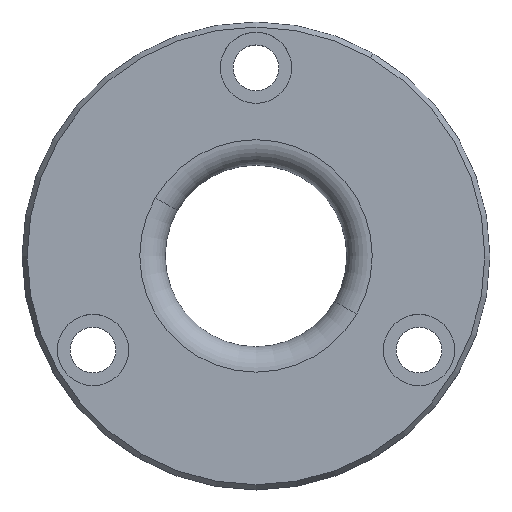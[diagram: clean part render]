
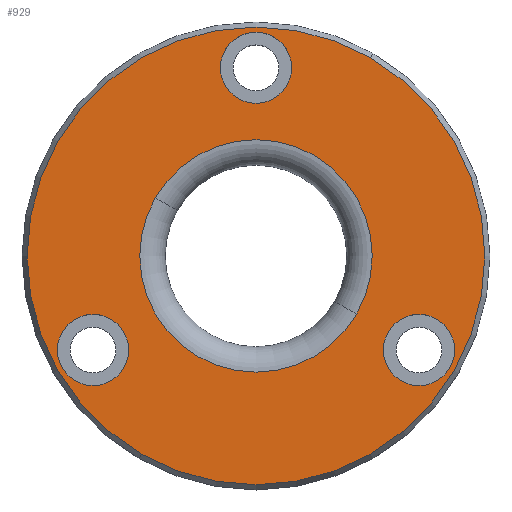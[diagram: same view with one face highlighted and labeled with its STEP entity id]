
A CAD part, top view. The second image highlights one B-rep face of the part: STEP entity #929.
In plain terms, the highlighted planar face has unit normal (0, 0, 1).
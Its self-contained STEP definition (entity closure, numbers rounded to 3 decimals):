
#83=CARTESIAN_POINT('',(-22.5,-38.971,0.0));
#84=VERTEX_POINT('',#83);
#100=CARTESIAN_POINT('',(22.5,38.971,0.));
#101=VERTEX_POINT('',#100);
#108=CARTESIAN_POINT('',(0.,0.,0.));
#109=DIRECTION('',(0.,0.,1.0));
#110=DIRECTION('',(-0.5,-0.866,0.));
#111=AXIS2_PLACEMENT_3D('',#108,#109,#110);
#112=CIRCLE('',#111,45.);
#113=EDGE_CURVE('',#84,#101,#112,.T.);
#270=CARTESIAN_POINT('',(19.789,-11.425,0.));
#271=VERTEX_POINT('',#270);
#281=CARTESIAN_POINT('',(-19.789,11.425,0.));
#282=VERTEX_POINT('',#281);
#283=CARTESIAN_POINT('',(0.,0.,0.));
#284=DIRECTION('',(0.,0.,1.0));
#285=DIRECTION('',(-0.5,-0.866,0.));
#286=AXIS2_PLACEMENT_3D('',#283,#284,#285);
#287=CIRCLE('',#286,22.85);
#288=EDGE_CURVE('',#271,#282,#287,.T.);
#441=CARTESIAN_POINT('',(35.543,-12.438,0.));
#442=VERTEX_POINT('',#441);
#458=CARTESIAN_POINT('',(28.543,-24.562,0.));
#459=VERTEX_POINT('',#458);
#466=CARTESIAN_POINT('',(32.043,-18.5,0.0));
#467=DIRECTION('',(0.0,0.0,-1.0));
#468=DIRECTION('',(0.5,0.866,0.0));
#469=AXIS2_PLACEMENT_3D('',#466,#467,#468);
#470=CIRCLE('',#469,7.0);
#471=EDGE_CURVE('',#442,#459,#470,.T.);
#483=CARTESIAN_POINT('',(-28.543,-12.438,0.));
#484=VERTEX_POINT('',#483);
#500=CARTESIAN_POINT('',(-35.543,-24.562,0.));
#501=VERTEX_POINT('',#500);
#508=CARTESIAN_POINT('',(-32.043,-18.5,0.0));
#509=DIRECTION('',(0.0,0.0,-1.0));
#510=DIRECTION('',(0.5,0.866,0.0));
#511=AXIS2_PLACEMENT_3D('',#508,#509,#510);
#512=CIRCLE('',#511,7.0);
#513=EDGE_CURVE('',#484,#501,#512,.T.);
#525=CARTESIAN_POINT('',(3.5,43.062,0.));
#526=VERTEX_POINT('',#525);
#542=CARTESIAN_POINT('',(-3.5,30.938,0.));
#543=VERTEX_POINT('',#542);
#550=CARTESIAN_POINT('',(0.,37.,0.0));
#551=DIRECTION('',(0.0,0.0,-1.0));
#552=DIRECTION('',(0.5,0.866,0.0));
#553=AXIS2_PLACEMENT_3D('',#550,#551,#552);
#554=CIRCLE('',#553,7.0);
#555=EDGE_CURVE('',#526,#543,#554,.T.);
#566=CARTESIAN_POINT('',(0.,37.,0.0));
#567=DIRECTION('',(0.0,0.0,-1.0));
#568=DIRECTION('',(0.5,0.866,0.0));
#569=AXIS2_PLACEMENT_3D('',#566,#567,#568);
#570=CIRCLE('',#569,7.0);
#571=EDGE_CURVE('',#543,#526,#570,.T.);
#610=CARTESIAN_POINT('',(-32.043,-18.5,0.0));
#611=DIRECTION('',(0.0,0.0,-1.0));
#612=DIRECTION('',(0.5,0.866,0.0));
#613=AXIS2_PLACEMENT_3D('',#610,#611,#612);
#614=CIRCLE('',#613,7.0);
#615=EDGE_CURVE('',#501,#484,#614,.T.);
#654=CARTESIAN_POINT('',(32.043,-18.5,0.0));
#655=DIRECTION('',(0.0,0.0,-1.0));
#656=DIRECTION('',(0.5,0.866,0.0));
#657=AXIS2_PLACEMENT_3D('',#654,#655,#656);
#658=CIRCLE('',#657,7.0);
#659=EDGE_CURVE('',#459,#442,#658,.T.);
#761=CARTESIAN_POINT('',(-11.425,-19.789,0.));
#762=VERTEX_POINT('',#761);
#763=CARTESIAN_POINT('',(0.,0.,0.));
#764=DIRECTION('',(0.,0.,1.0));
#765=DIRECTION('',(-0.5,-0.866,0.));
#766=AXIS2_PLACEMENT_3D('',#763,#764,#765);
#767=CIRCLE('',#766,22.85);
#768=EDGE_CURVE('',#282,#762,#767,.T.);
#770=CARTESIAN_POINT('',(0.,0.,0.));
#771=DIRECTION('',(0.,0.,1.0));
#772=DIRECTION('',(-0.5,-0.866,0.));
#773=AXIS2_PLACEMENT_3D('',#770,#771,#772);
#774=CIRCLE('',#773,22.85);
#775=EDGE_CURVE('',#762,#271,#774,.T.);
#891=CARTESIAN_POINT('',(0.,0.,0.));
#892=DIRECTION('',(0.,0.,1.0));
#893=DIRECTION('',(-0.5,-0.866,0.));
#894=AXIS2_PLACEMENT_3D('',#891,#892,#893);
#895=CIRCLE('',#894,45.);
#896=EDGE_CURVE('',#101,#84,#895,.T.);
#903=CARTESIAN_POINT('',(-16.962,-29.38,0.0));
#904=DIRECTION('',(0.0,0.0,1.0));
#905=DIRECTION('',(0.866,-0.5,0.0));
#906=AXIS2_PLACEMENT_3D('',#903,#904,#905);
#907=PLANE('',#906);
#908=ORIENTED_EDGE('',*,*,#113,.T.);
#909=ORIENTED_EDGE('',*,*,#896,.T.);
#910=EDGE_LOOP('',(#908,#909));
#911=FACE_OUTER_BOUND('',#910,.T.);
#912=ORIENTED_EDGE('',*,*,#555,.T.);
#913=ORIENTED_EDGE('',*,*,#571,.T.);
#914=EDGE_LOOP('',(#912,#913));
#915=FACE_BOUND('',#914,.T.);
#916=ORIENTED_EDGE('',*,*,#513,.T.);
#917=ORIENTED_EDGE('',*,*,#615,.T.);
#918=EDGE_LOOP('',(#916,#917));
#919=FACE_BOUND('',#918,.T.);
#920=ORIENTED_EDGE('',*,*,#471,.T.);
#921=ORIENTED_EDGE('',*,*,#659,.T.);
#922=EDGE_LOOP('',(#920,#921));
#923=FACE_BOUND('',#922,.T.);
#924=ORIENTED_EDGE('',*,*,#775,.F.);
#925=ORIENTED_EDGE('',*,*,#768,.F.);
#926=ORIENTED_EDGE('',*,*,#288,.F.);
#927=EDGE_LOOP('',(#924,#925,#926));
#928=FACE_BOUND('',#927,.T.);
#929=ADVANCED_FACE('',(#911,#915,#919,#923,#928),#907,.T.);
